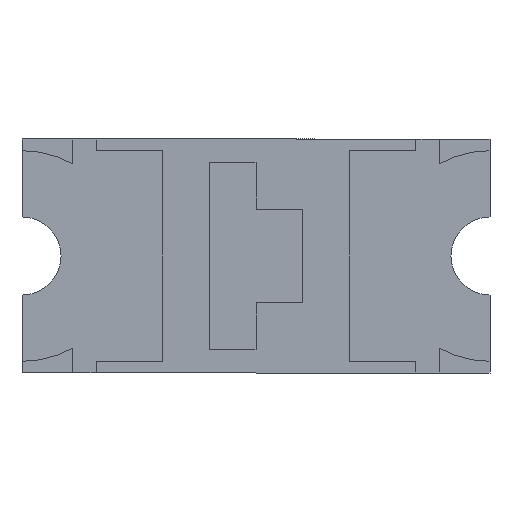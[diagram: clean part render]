
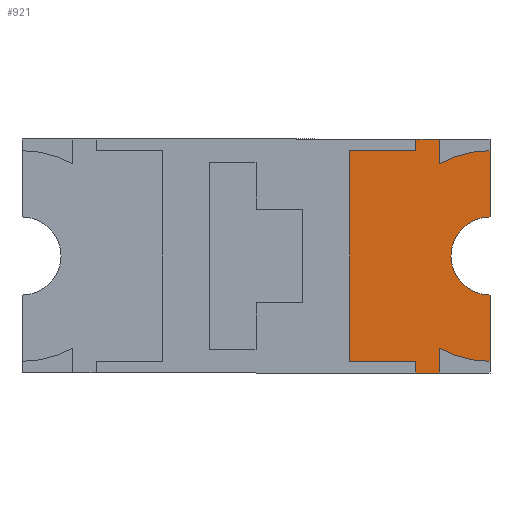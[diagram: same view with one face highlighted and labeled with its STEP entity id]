
A CAD part, front view. The second image highlights one B-rep face of the part: STEP entity #921.
In plain terms, the highlighted planar face has unit normal (0, -1, 0).
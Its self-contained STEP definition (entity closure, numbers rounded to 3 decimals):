
#15 = DIRECTION ( 'NONE',  ( 0., 0., 1. ) ) ;
#28 = DIRECTION ( 'NONE',  ( 0., 0., 1. ) ) ;
#55 = DIRECTION ( 'NONE',  ( -1., 0., 0. ) ) ;
#87 = EDGE_CURVE ( 'NONE', #2070, #1429, #2022, .T. ) ;
#100 = CARTESIAN_POINT ( 'NONE',  ( 0.5, 0., 0.25 ) ) ;
#123 = ORIENTED_EDGE ( 'NONE', *, *, #1563, .T. ) ;
#155 = ORIENTED_EDGE ( 'NONE', *, *, #1079, .F. ) ;
#165 = LINE ( 'NONE', #1935, #1192 ) ;
#176 = CARTESIAN_POINT ( 'NONE',  ( 0.392, 0., 0. ) ) ;
#210 = CARTESIAN_POINT ( 'NONE',  ( 0.342, 0., -0.25 ) ) ;
#218 = EDGE_CURVE ( 'NONE', #1429, #2064, #553, .T. ) ;
#243 = VECTOR ( 'NONE', #665, 1000. ) ;
#246 = VERTEX_POINT ( 'NONE', #834 ) ;
#247 = CARTESIAN_POINT ( 'NONE',  ( 0.5, 0., 0.225 ) ) ;
#259 = VECTOR ( 'NONE', #1118, 1000. ) ;
#271 = DIRECTION ( 'NONE',  ( 0., 0., -1. ) ) ;
#311 = CARTESIAN_POINT ( 'NONE',  ( 0.392, 0., 0.25 ) ) ;
#338 = VERTEX_POINT ( 'NONE', #210 ) ;
#350 = CARTESIAN_POINT ( 'NONE',  ( 0.5, 0., 0. ) ) ;
#373 = EDGE_LOOP ( 'NONE', ( #1964, #1095, #1962, #1430, #1520, #1828, #1764, #155, #1969, #424, #1081, #123, #2077, #1120 ) ) ;
#377 = CARTESIAN_POINT ( 'NONE',  ( 0.392, 0., -0.25 ) ) ;
#380 = VECTOR ( 'NONE', #55, 1000. ) ;
#392 = DIRECTION ( 'NONE',  ( 0., 0., -1. ) ) ;
#394 = CARTESIAN_POINT ( 'NONE',  ( 0.5, 0., -0.25 ) ) ;
#411 = VECTOR ( 'NONE', #392, 1000. ) ;
#424 = ORIENTED_EDGE ( 'NONE', *, *, #2069, .T. ) ;
#441 = CARTESIAN_POINT ( 'NONE',  ( 0.392, 0., 0.197 ) ) ;
#460 = VECTOR ( 'NONE', #271, 1000. ) ;
#490 = CARTESIAN_POINT ( 'NONE',  ( 0.5, 0., 0.25 ) ) ;
#503 = VERTEX_POINT ( 'NONE', #2063 ) ;
#504 = CARTESIAN_POINT ( 'NONE',  ( 0.5, 0., 0. ) ) ;
#553 = CIRCLE ( 'NONE', #2101, 0.225 ) ;
#566 = CARTESIAN_POINT ( 'NONE',  ( 0.392, 0., -0.197 ) ) ;
#579 = CARTESIAN_POINT ( 'NONE',  ( 0., 0., 0.225 ) ) ;
#610 = CARTESIAN_POINT ( 'NONE',  ( 0.5, 0., 0.25 ) ) ;
#665 = DIRECTION ( 'NONE',  ( 0., 0., -1. ) ) ;
#687 = VECTOR ( 'NONE', #28, 1000. ) ;
#692 = EDGE_CURVE ( 'NONE', #1457, #1690, #867, .T. ) ;
#701 = AXIS2_PLACEMENT_3D ( 'NONE', #1732, #1705, #879 ) ;
#716 = LINE ( 'NONE', #579, #380 ) ;
#719 = VECTOR ( 'NONE', #1858, 1000. ) ;
#742 = EDGE_CURVE ( 'NONE', #978, #1209, #1299, .T. ) ;
#834 = CARTESIAN_POINT ( 'NONE',  ( 0.2, 0., 0.225 ) ) ;
#857 = EDGE_CURVE ( 'NONE', #246, #1055, #984, .T. ) ;
#867 = LINE ( 'NONE', #490, #243 ) ;
#870 = CARTESIAN_POINT ( 'NONE',  ( 0.392, 0., 0. ) ) ;
#879 = DIRECTION ( 'NONE',  ( 0., 0., 1. ) ) ;
#912 = CARTESIAN_POINT ( 'NONE',  ( 0.5, 0., -0.225 ) ) ;
#921 = ADVANCED_FACE ( 'NONE', ( #1450 ), #1557, .F. ) ;
#929 = CARTESIAN_POINT ( 'NONE',  ( 0.342, 0., 0. ) ) ;
#978 = VERTEX_POINT ( 'NONE', #441 ) ;
#984 = LINE ( 'NONE', #1381, #411 ) ;
#987 = CARTESIAN_POINT ( 'NONE',  ( 0.5, 0., 0.083 ) ) ;
#1055 = VERTEX_POINT ( 'NONE', #1243 ) ;
#1073 = DIRECTION ( 'NONE',  ( 0., 0., 1. ) ) ;
#1079 = EDGE_CURVE ( 'NONE', #1770, #1209, #1682, .T. ) ;
#1081 = ORIENTED_EDGE ( 'NONE', *, *, #857, .T. ) ;
#1095 = ORIENTED_EDGE ( 'NONE', *, *, #218, .T. ) ;
#1118 = DIRECTION ( 'NONE',  ( 1., 0., 0. ) ) ;
#1120 = ORIENTED_EDGE ( 'NONE', *, *, #1369, .F. ) ;
#1154 = VECTOR ( 'NONE', #1323, 1000. ) ;
#1169 = DIRECTION ( 'NONE',  ( 0., 0., 1. ) ) ;
#1187 = VECTOR ( 'NONE', #1268, 1000. ) ;
#1192 = VECTOR ( 'NONE', #1287, 1000. ) ;
#1209 = VERTEX_POINT ( 'NONE', #311 ) ;
#1215 = CARTESIAN_POINT ( 'NONE',  ( 0.5, 0., -0.083 ) ) ;
#1243 = CARTESIAN_POINT ( 'NONE',  ( 0.2, 0., -0.225 ) ) ;
#1268 = DIRECTION ( 'NONE',  ( 1., 0., 0. ) ) ;
#1281 = EDGE_CURVE ( 'NONE', #1457, #978, #1951, .T. ) ;
#1287 = DIRECTION ( 'NONE',  ( 0., 0., -1. ) ) ;
#1299 = LINE ( 'NONE', #870, #687 ) ;
#1301 = LINE ( 'NONE', #929, #460 ) ;
#1323 = DIRECTION ( 'NONE',  ( 0., 0., 1. ) ) ;
#1369 = EDGE_CURVE ( 'NONE', #2070, #338, #1660, .T. ) ;
#1381 = CARTESIAN_POINT ( 'NONE',  ( 0.2, 0., 0. ) ) ;
#1429 = VERTEX_POINT ( 'NONE', #566 ) ;
#1430 = ORIENTED_EDGE ( 'NONE', *, *, #1524, .T. ) ;
#1439 = DIRECTION ( 'NONE',  ( 0., 0., -1. ) ) ;
#1450 = FACE_OUTER_BOUND ( 'NONE', #373, .T. ) ;
#1452 = LINE ( 'NONE', #1946, #259 ) ;
#1457 = VERTEX_POINT ( 'NONE', #247 ) ;
#1482 = EDGE_CURVE ( 'NONE', #2028, #338, #1301, .T. ) ;
#1505 = DIRECTION ( 'NONE',  ( 0., -1., 0. ) ) ;
#1518 = AXIS2_PLACEMENT_3D ( 'NONE', #1901, #2049, #1073 ) ;
#1520 = ORIENTED_EDGE ( 'NONE', *, *, #692, .F. ) ;
#1524 = EDGE_CURVE ( 'NONE', #2120, #1690, #1607, .T. ) ;
#1557 = PLANE ( 'NONE',  #701 ) ;
#1563 = EDGE_CURVE ( 'NONE', #1055, #2028, #1452, .T. ) ;
#1588 = EDGE_CURVE ( 'NONE', #1770, #503, #165, .T. ) ;
#1607 = CIRCLE ( 'NONE', #1518, 0.083 ) ;
#1624 = AXIS2_PLACEMENT_3D ( 'NONE', #504, #1505, #15 ) ;
#1660 = LINE ( 'NONE', #394, #719 ) ;
#1678 = DIRECTION ( 'NONE',  ( 0., -1., 0. ) ) ;
#1682 = LINE ( 'NONE', #610, #1187 ) ;
#1690 = VERTEX_POINT ( 'NONE', #987 ) ;
#1705 = DIRECTION ( 'NONE',  ( 0., 1., 0. ) ) ;
#1732 = CARTESIAN_POINT ( 'NONE',  ( 0., 0., 0. ) ) ;
#1740 = CARTESIAN_POINT ( 'NONE',  ( 0.342, 0., -0.225 ) ) ;
#1764 = ORIENTED_EDGE ( 'NONE', *, *, #742, .T. ) ;
#1770 = VERTEX_POINT ( 'NONE', #1963 ) ;
#1828 = ORIENTED_EDGE ( 'NONE', *, *, #1281, .T. ) ;
#1830 = EDGE_CURVE ( 'NONE', #2120, #2064, #1950, .T. ) ;
#1858 = DIRECTION ( 'NONE',  ( -1., 0., 0. ) ) ;
#1879 = VECTOR ( 'NONE', #1439, 1000. ) ;
#1901 = CARTESIAN_POINT ( 'NONE',  ( 0.5, 0., 0. ) ) ;
#1935 = CARTESIAN_POINT ( 'NONE',  ( 0.342, 0., 0. ) ) ;
#1946 = CARTESIAN_POINT ( 'NONE',  ( 0., 0., -0.225 ) ) ;
#1950 = LINE ( 'NONE', #100, #1879 ) ;
#1951 = CIRCLE ( 'NONE', #1624, 0.225 ) ;
#1962 = ORIENTED_EDGE ( 'NONE', *, *, #1830, .F. ) ;
#1963 = CARTESIAN_POINT ( 'NONE',  ( 0.342, 0., 0.25 ) ) ;
#1964 = ORIENTED_EDGE ( 'NONE', *, *, #87, .T. ) ;
#1969 = ORIENTED_EDGE ( 'NONE', *, *, #1588, .T. ) ;
#2022 = LINE ( 'NONE', #176, #1154 ) ;
#2028 = VERTEX_POINT ( 'NONE', #1740 ) ;
#2049 = DIRECTION ( 'NONE',  ( 0., 1., 0. ) ) ;
#2063 = CARTESIAN_POINT ( 'NONE',  ( 0.342, 0., 0.225 ) ) ;
#2064 = VERTEX_POINT ( 'NONE', #912 ) ;
#2069 = EDGE_CURVE ( 'NONE', #503, #246, #716, .T. ) ;
#2070 = VERTEX_POINT ( 'NONE', #377 ) ;
#2077 = ORIENTED_EDGE ( 'NONE', *, *, #1482, .T. ) ;
#2101 = AXIS2_PLACEMENT_3D ( 'NONE', #350, #1678, #1169 ) ;
#2120 = VERTEX_POINT ( 'NONE', #1215 ) ;
